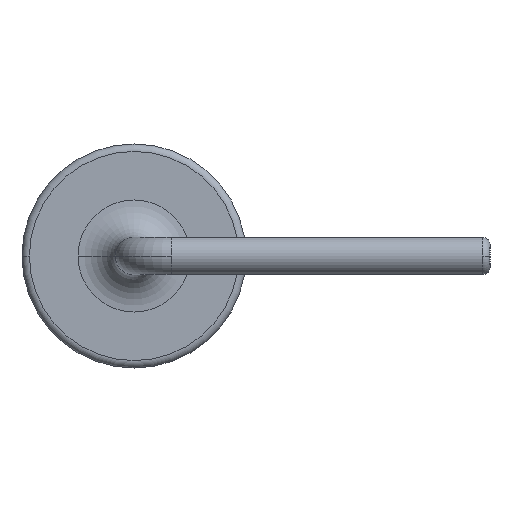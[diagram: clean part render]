
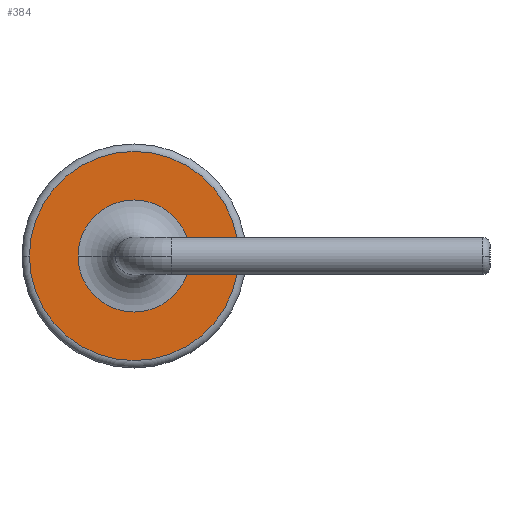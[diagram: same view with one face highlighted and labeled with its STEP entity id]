
A CAD part, left-side view. The second image highlights one B-rep face of the part: STEP entity #384.
In plain terms, the highlighted planar face has unit normal (-1, 0, 0).
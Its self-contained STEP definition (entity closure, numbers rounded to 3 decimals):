
#7 = CIRCLE ( 'NONE', #1818, 2.8 ) ;
#8 = VERTEX_POINT ( 'NONE', #424 ) ;
#11 = DIRECTION ( 'NONE',  ( 0., -1., 0. ) ) ;
#135 = PLANE ( 'NONE',  #1622 ) ;
#138 = EDGE_CURVE ( 'NONE', #1599, #1985, #1918, .T. ) ;
#172 = EDGE_LOOP ( 'NONE', ( #2233, #682 ) ) ;
#297 = CIRCLE ( 'NONE', #2296, 1.5 ) ;
#301 = FACE_BOUND ( 'NONE', #172, .T. ) ;
#339 = CARTESIAN_POINT ( 'NONE',  ( -8.5, 0., 0. ) ) ;
#380 = CIRCLE ( 'NONE', #1767, 1.5 ) ;
#384 = ADVANCED_FACE ( 'NONE', ( #301, #1453 ), #135, .T. ) ;
#424 = CARTESIAN_POINT ( 'NONE',  ( -8.5, -1.5, 0. ) ) ;
#466 = CARTESIAN_POINT ( 'NONE',  ( -8.5, 0., 0. ) ) ;
#602 = EDGE_CURVE ( 'NONE', #1985, #1599, #7, .T. ) ;
#682 = ORIENTED_EDGE ( 'NONE', *, *, #1908, .T. ) ;
#735 = VERTEX_POINT ( 'NONE', #812 ) ;
#780 = CARTESIAN_POINT ( 'NONE',  ( -8.5, 0., 0. ) ) ;
#812 = CARTESIAN_POINT ( 'NONE',  ( -8.5, 1.5, 0. ) ) ;
#857 = AXIS2_PLACEMENT_3D ( 'NONE', #339, #1661, #1896 ) ;
#889 = DIRECTION ( 'NONE',  ( -1., 0., 0. ) ) ;
#982 = DIRECTION ( 'NONE',  ( -1., 0., 0. ) ) ;
#1004 = DIRECTION ( 'NONE',  ( 0., -1., 0. ) ) ;
#1145 = DIRECTION ( 'NONE',  ( 1., 0., 0. ) ) ;
#1155 = ORIENTED_EDGE ( 'NONE', *, *, #138, .T. ) ;
#1165 = DIRECTION ( 'NONE',  ( 0., -1., 0. ) ) ;
#1295 = CARTESIAN_POINT ( 'NONE',  ( -8.5, 0., 0. ) ) ;
#1453 = FACE_OUTER_BOUND ( 'NONE', #1487, .T. ) ;
#1476 = EDGE_CURVE ( 'NONE', #8, #735, #297, .T. ) ;
#1487 = EDGE_LOOP ( 'NONE', ( #2281, #1155 ) ) ;
#1577 = DIRECTION ( 'NONE',  ( 1., 0., 0. ) ) ;
#1599 = VERTEX_POINT ( 'NONE', #1730 ) ;
#1622 = AXIS2_PLACEMENT_3D ( 'NONE', #1836, #889, #2023 ) ;
#1661 = DIRECTION ( 'NONE',  ( -1., 0., 0. ) ) ;
#1730 = CARTESIAN_POINT ( 'NONE',  ( -8.5, 2.8, 0. ) ) ;
#1767 = AXIS2_PLACEMENT_3D ( 'NONE', #1295, #1145, #11 ) ;
#1818 = AXIS2_PLACEMENT_3D ( 'NONE', #780, #982, #1165 ) ;
#1836 = CARTESIAN_POINT ( 'NONE',  ( -8.5, 0., 0. ) ) ;
#1896 = DIRECTION ( 'NONE',  ( 0., -1., 0. ) ) ;
#1908 = EDGE_CURVE ( 'NONE', #735, #8, #380, .T. ) ;
#1918 = CIRCLE ( 'NONE', #857, 2.8 ) ;
#1985 = VERTEX_POINT ( 'NONE', #2125 ) ;
#2023 = DIRECTION ( 'NONE',  ( 0., -1., 0. ) ) ;
#2125 = CARTESIAN_POINT ( 'NONE',  ( -8.5, -2.8, 0. ) ) ;
#2233 = ORIENTED_EDGE ( 'NONE', *, *, #1476, .T. ) ;
#2281 = ORIENTED_EDGE ( 'NONE', *, *, #602, .T. ) ;
#2296 = AXIS2_PLACEMENT_3D ( 'NONE', #466, #1577, #1004 ) ;
